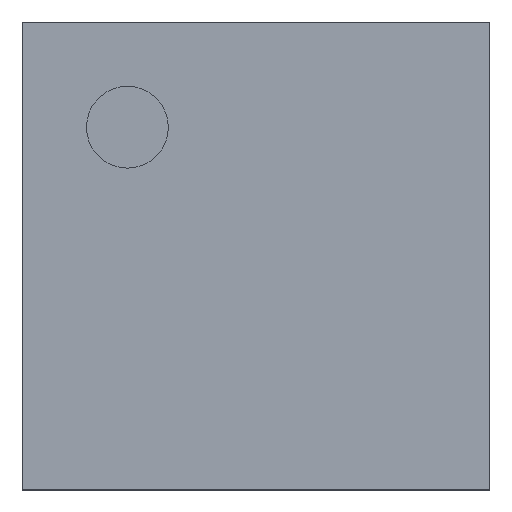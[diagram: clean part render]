
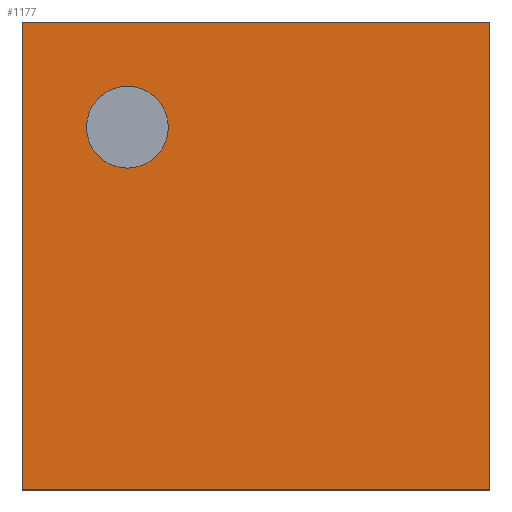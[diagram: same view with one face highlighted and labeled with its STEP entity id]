
A CAD part, top view. The second image highlights one B-rep face of the part: STEP entity #1177.
In plain terms, the highlighted planar face has unit normal (0, 0, 1).
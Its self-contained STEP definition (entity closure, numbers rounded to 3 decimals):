
#13=DIRECTION('',(0.,0.,1.));
#126=VECTOR('',#127,1.);
#127=DIRECTION('',(1.,0.,0.));
#133=VECTOR('',#134,1.);
#134=DIRECTION('',(0.,-1.,0.));
#466=VERTEX_POINT('',#467);
#467=CARTESIAN_POINT('',(-1.,1.,1.025));
#472=VERTEX_POINT('',#473);
#473=CARTESIAN_POINT('',(1.,1.,1.025));
#475=ORIENTED_EDGE('',*,*,#476,.F.);
#476=EDGE_CURVE('',#466,#472,#477,.T.);
#477=LINE('',#467,#126);
#484=EDGE_CURVE('',#472,#485,#487,.T.);
#485=VERTEX_POINT('',#486);
#486=CARTESIAN_POINT('',(1.,-1.,1.025));
#487=LINE('',#473,#133);
#498=ORIENTED_EDGE('',*,*,#499,.T.);
#499=EDGE_CURVE('',#466,#500,#502,.T.);
#500=VERTEX_POINT('',#501);
#501=CARTESIAN_POINT('',(-1.,-1.,1.025));
#502=LINE('',#467,#133);
#513=EDGE_CURVE('',#500,#485,#514,.T.);
#514=LINE('',#501,#126);
#1177=ADVANCED_FACE('',(#1178,#1182),#1192,.T.);
#1178=FACE_BOUND('',#1179,.T.);
#1179=EDGE_LOOP('',(#475,#498,#1180,#1181));
#1180=ORIENTED_EDGE('',*,*,#513,.T.);
#1181=ORIENTED_EDGE('',*,*,#484,.F.);
#1182=FACE_BOUND('',#1183,.T.);
#1183=EDGE_LOOP('',(#1184));
#1184=ORIENTED_EDGE('',*,*,#1185,.T.);
#1185=EDGE_CURVE('',#1186,#1186,#1188,.T.);
#1186=VERTEX_POINT('',#1187);
#1187=CARTESIAN_POINT('',(-0.55,0.375,1.025));
#1188=CIRCLE('',#1189,0.175);
#1189=AXIS2_PLACEMENT_3D('',#1190,#1191,#134);
#1190=CARTESIAN_POINT('',(-0.55,0.55,1.025));
#1191=DIRECTION('',(0.,0.,-1.));
#1192=PLANE('',#1193);
#1193=AXIS2_PLACEMENT_3D('',#467,#13,#134);
